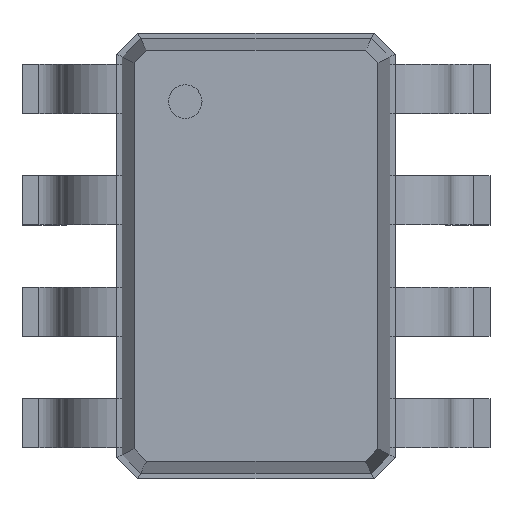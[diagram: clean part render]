
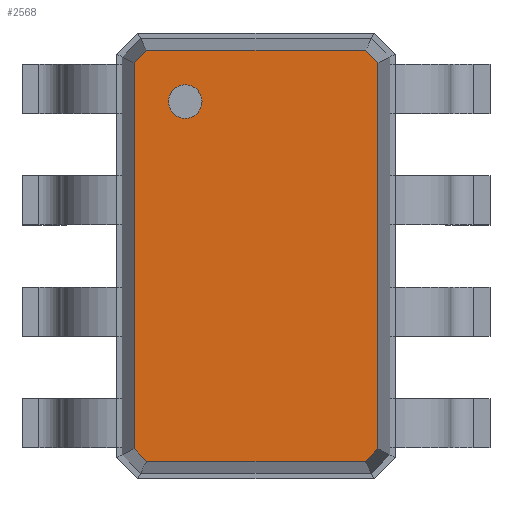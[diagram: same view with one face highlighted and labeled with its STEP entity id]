
A CAD part, top view. The second image highlights one B-rep face of the part: STEP entity #2568.
In plain terms, the highlighted planar face has unit normal (0, 0, 1).
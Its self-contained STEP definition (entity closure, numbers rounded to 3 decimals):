
#1849 = VERTEX_POINT('',#1850);
#1850 = CARTESIAN_POINT('',(0.547,-0.866,1.));
#1855 = EDGE_CURVE('',#1856,#1849,#1858,.T.);
#1856 = VERTEX_POINT('',#1857);
#1857 = CARTESIAN_POINT('',(0.547,0.866,1.));
#1858 = LINE('',#1859,#1860);
#1859 = CARTESIAN_POINT('',(0.547,0.866,1.));
#1860 = VECTOR('',#1861,1.);
#1861 = DIRECTION('',(0.,-1.,0.));
#2551 = EDGE_CURVE('',#2552,#1856,#2554,.T.);
#2552 = VERTEX_POINT('',#2553);
#2553 = CARTESIAN_POINT('',(0.491,0.922,1.));
#2554 = LINE('',#2555,#2556);
#2555 = CARTESIAN_POINT('',(0.491,0.922,1.));
#2556 = VECTOR('',#2557,1.);
#2557 = DIRECTION('',(0.707,-0.707,0.));
#2568 = ADVANCED_FACE('',(#2569,#2619),#2630,.T.);
#2569 = FACE_BOUND('',#2570,.T.);
#2570 = EDGE_LOOP('',(#2571,#2579,#2587,#2595,#2603,#2611,#2617,#2618));
#2571 = ORIENTED_EDGE('',*,*,#2572,.F.);
#2572 = EDGE_CURVE('',#2573,#2552,#2575,.T.);
#2573 = VERTEX_POINT('',#2574);
#2574 = CARTESIAN_POINT('',(-0.491,0.922,1.));
#2575 = LINE('',#2576,#2577);
#2576 = CARTESIAN_POINT('',(-0.491,0.922,1.));
#2577 = VECTOR('',#2578,1.);
#2578 = DIRECTION('',(1.,0.,0.));
#2579 = ORIENTED_EDGE('',*,*,#2580,.F.);
#2580 = EDGE_CURVE('',#2581,#2573,#2583,.T.);
#2581 = VERTEX_POINT('',#2582);
#2582 = CARTESIAN_POINT('',(-0.547,0.866,1.));
#2583 = LINE('',#2584,#2585);
#2584 = CARTESIAN_POINT('',(-0.547,0.866,1.));
#2585 = VECTOR('',#2586,1.);
#2586 = DIRECTION('',(0.707,0.707,0.));
#2587 = ORIENTED_EDGE('',*,*,#2588,.F.);
#2588 = EDGE_CURVE('',#2589,#2581,#2591,.T.);
#2589 = VERTEX_POINT('',#2590);
#2590 = CARTESIAN_POINT('',(-0.547,-0.866,1.));
#2591 = LINE('',#2592,#2593);
#2592 = CARTESIAN_POINT('',(-0.547,-0.866,1.));
#2593 = VECTOR('',#2594,1.);
#2594 = DIRECTION('',(0.,1.,0.));
#2595 = ORIENTED_EDGE('',*,*,#2596,.F.);
#2596 = EDGE_CURVE('',#2597,#2589,#2599,.T.);
#2597 = VERTEX_POINT('',#2598);
#2598 = CARTESIAN_POINT('',(-0.491,-0.922,1.));
#2599 = LINE('',#2600,#2601);
#2600 = CARTESIAN_POINT('',(-0.491,-0.922,1.));
#2601 = VECTOR('',#2602,1.);
#2602 = DIRECTION('',(-0.707,0.707,0.));
#2603 = ORIENTED_EDGE('',*,*,#2604,.F.);
#2604 = EDGE_CURVE('',#2605,#2597,#2607,.T.);
#2605 = VERTEX_POINT('',#2606);
#2606 = CARTESIAN_POINT('',(0.491,-0.922,1.));
#2607 = LINE('',#2608,#2609);
#2608 = CARTESIAN_POINT('',(0.491,-0.922,1.));
#2609 = VECTOR('',#2610,1.);
#2610 = DIRECTION('',(-1.,0.,0.));
#2611 = ORIENTED_EDGE('',*,*,#2612,.F.);
#2612 = EDGE_CURVE('',#1849,#2605,#2613,.T.);
#2613 = LINE('',#2614,#2615);
#2614 = CARTESIAN_POINT('',(0.547,-0.866,1.));
#2615 = VECTOR('',#2616,1.);
#2616 = DIRECTION('',(-0.707,-0.707,0.));
#2617 = ORIENTED_EDGE('',*,*,#1855,.F.);
#2618 = ORIENTED_EDGE('',*,*,#2551,.F.);
#2619 = FACE_BOUND('',#2620,.T.);
#2620 = EDGE_LOOP('',(#2621));
#2621 = ORIENTED_EDGE('',*,*,#2622,.F.);
#2622 = EDGE_CURVE('',#2623,#2623,#2625,.T.);
#2623 = VERTEX_POINT('',#2624);
#2624 = CARTESIAN_POINT('',(-0.317,0.617,1.));
#2625 = CIRCLE('',#2626,0.075);
#2626 = AXIS2_PLACEMENT_3D('',#2627,#2628,#2629);
#2627 = CARTESIAN_POINT('',(-0.317,0.692,1.));
#2628 = DIRECTION('',(0.,0.,1.));
#2629 = DIRECTION('',(0.,-1.,0.));
#2630 = PLANE('',#2631);
#2631 = AXIS2_PLACEMENT_3D('',#2632,#2633,#2634);
#2632 = CARTESIAN_POINT('',(-0.491,0.922,1.));
#2633 = DIRECTION('',(0.,0.,1.));
#2634 = DIRECTION('',(0.47,-0.883,0.));
